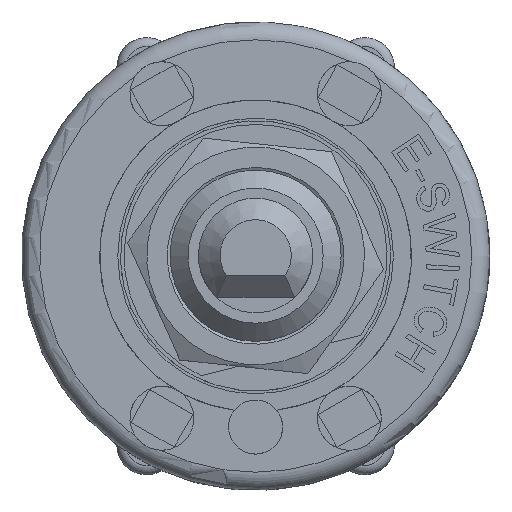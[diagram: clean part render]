
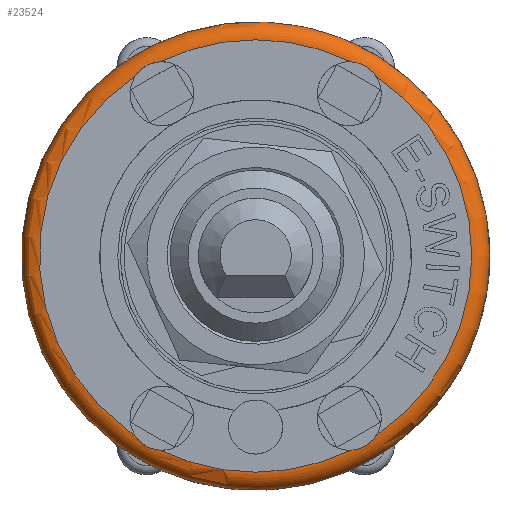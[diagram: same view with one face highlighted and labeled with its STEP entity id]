
A CAD part, top view. The second image highlights one B-rep face of the part: STEP entity #23524.
In plain terms, the highlighted toroidal (fillet/blend) face has major radius 12 mm and minor radius 1 mm.
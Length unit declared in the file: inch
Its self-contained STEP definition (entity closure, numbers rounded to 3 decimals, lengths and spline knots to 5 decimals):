
#22874=CARTESIAN_POINT('',(0.51181,0.0,0.37402));
#22875=VERTEX_POINT('',#22874);
#22876=CARTESIAN_POINT('',(0.0,0.0,0.37402));
#22877=DIRECTION('',(0.0,0.0,1.0));
#22878=DIRECTION('',(-1.0,0.0,0.0));
#22879=AXIS2_PLACEMENT_3D('',#22876,#22877,#22878);
#22880=CIRCLE('',#22879,0.51181);
#22881=EDGE_CURVE('',#22875,#22875,#22880,.T.);
#23124=CARTESIAN_POINT('',(-0.26379,0.39194,0.41339));
#23125=VERTEX_POINT('',#23124);
#23134=CARTESIAN_POINT('',(-0.20753,0.42442,0.41339));
#23135=VERTEX_POINT('',#23134);
#23143=CARTESIAN_POINT('',(-0.26379,0.39194,0.41339));
#23144=CARTESIAN_POINT('',(-0.26063,0.39693,0.41339));
#23145=CARTESIAN_POINT('',(-0.25684,0.40153,0.41318));
#23146=CARTESIAN_POINT('',(-0.25019,0.40776,0.41294));
#23147=CARTESIAN_POINT('',(-0.24774,0.40975,0.41287));
#23148=CARTESIAN_POINT('',(-0.24411,0.41233,0.41281));
#23149=CARTESIAN_POINT('',(-0.24303,0.41306,0.41279));
#23150=CARTESIAN_POINT('',(-0.24115,0.41424,0.41278));
#23151=CARTESIAN_POINT('',(-0.24035,0.41472,0.41278));
#23152=CARTESIAN_POINT('',(-0.23874,0.41565,0.41278));
#23153=CARTESIAN_POINT('',(-0.23791,0.4161,0.41278));
#23154=CARTESIAN_POINT('',(-0.23586,0.41717,0.4128));
#23155=CARTESIAN_POINT('',(-0.23462,0.41777,0.41281));
#23156=CARTESIAN_POINT('',(-0.23029,0.41972,0.41288));
#23157=CARTESIAN_POINT('',(-0.22713,0.42087,0.41296));
#23158=CARTESIAN_POINT('',(-0.2184,0.42336,0.41321));
#23159=CARTESIAN_POINT('',(-0.2129,0.4242,0.41339));
#23160=CARTESIAN_POINT('',(-0.20753,0.42442,0.41339));
#23161=B_SPLINE_CURVE_WITH_KNOTS('',3,(#23143,#23144,#23145,#23146,#23147,#23148,#23149,#23150,#23151,#23152,#23153,#23154,#23155,#23156,#23157,#23158,#23159,#23160),.UNSPECIFIED.,.F.,.U.,(4,2,2,2,2,2,2,2,4),(-0.30321,-0.28459,-0.27477,-0.27072,-0.26786,-0.26495,-0.2607,-0.25033,-0.23279),.UNSPECIFIED.);
#23162=EDGE_CURVE('',#23125,#23135,#23161,.T.);
#23198=CARTESIAN_POINT('',(-0.26379,-0.39194,0.41339));
#23199=VERTEX_POINT('',#23198);
#23209=CARTESIAN_POINT('',(-0.20753,-0.42442,0.41339));
#23210=VERTEX_POINT('',#23209);
#23211=CARTESIAN_POINT('',(-0.20753,-0.42442,0.41339));
#23212=CARTESIAN_POINT('',(-0.21344,-0.42418,0.41339));
#23213=CARTESIAN_POINT('',(-0.21932,-0.42319,0.41318));
#23214=CARTESIAN_POINT('',(-0.22803,-0.42055,0.41294));
#23215=CARTESIAN_POINT('',(-0.23098,-0.41943,0.41287));
#23216=CARTESIAN_POINT('',(-0.23503,-0.41757,0.41281));
#23217=CARTESIAN_POINT('',(-0.2362,-0.417,0.41279));
#23218=CARTESIAN_POINT('',(-0.23817,-0.41596,0.41278));
#23219=CARTESIAN_POINT('',(-0.23898,-0.41551,0.41278));
#23220=CARTESIAN_POINT('',(-0.24059,-0.41458,0.41278));
#23221=CARTESIAN_POINT('',(-0.2414,-0.41409,0.41278));
#23222=CARTESIAN_POINT('',(-0.24335,-0.41285,0.4128));
#23223=CARTESIAN_POINT('',(-0.24449,-0.41207,0.41281));
#23224=CARTESIAN_POINT('',(-0.24834,-0.4093,0.41288));
#23225=CARTESIAN_POINT('',(-0.25092,-0.40713,0.41296));
#23226=CARTESIAN_POINT('',(-0.25744,-0.40082,0.41321));
#23227=CARTESIAN_POINT('',(-0.26092,-0.39648,0.41339));
#23228=CARTESIAN_POINT('',(-0.26379,-0.39194,0.41339));
#23229=B_SPLINE_CURVE_WITH_KNOTS('',3,(#23211,#23212,#23213,#23214,#23215,#23216,#23217,#23218,#23219,#23220,#23221,#23222,#23223,#23224,#23225,#23226,#23227,#23228),.UNSPECIFIED.,.F.,.U.,(4,2,2,2,2,2,2,2,4),(-0.30321,-0.28459,-0.27477,-0.27072,-0.26786,-0.26495,-0.2607,-0.25033,-0.23279),.UNSPECIFIED.);
#23230=EDGE_CURVE('',#23210,#23199,#23229,.T.);
#23298=CARTESIAN_POINT('',(0.20753,-0.42442,0.41339));
#23299=VERTEX_POINT('',#23298);
#23309=CARTESIAN_POINT('',(0.26379,-0.39194,0.41339));
#23310=VERTEX_POINT('',#23309);
#23311=CARTESIAN_POINT('',(0.26379,-0.39194,0.41339));
#23312=CARTESIAN_POINT('',(0.26063,-0.39693,0.41339));
#23313=CARTESIAN_POINT('',(0.25684,-0.40153,0.41318));
#23314=CARTESIAN_POINT('',(0.25019,-0.40776,0.41294));
#23315=CARTESIAN_POINT('',(0.24774,-0.40975,0.41287));
#23316=CARTESIAN_POINT('',(0.24411,-0.41233,0.41281));
#23317=CARTESIAN_POINT('',(0.24303,-0.41306,0.41279));
#23318=CARTESIAN_POINT('',(0.24115,-0.41424,0.41278));
#23319=CARTESIAN_POINT('',(0.24035,-0.41472,0.41278));
#23320=CARTESIAN_POINT('',(0.23874,-0.41565,0.41278));
#23321=CARTESIAN_POINT('',(0.23791,-0.4161,0.41278));
#23322=CARTESIAN_POINT('',(0.23586,-0.41717,0.4128));
#23323=CARTESIAN_POINT('',(0.23462,-0.41777,0.41281));
#23324=CARTESIAN_POINT('',(0.23029,-0.41972,0.41288));
#23325=CARTESIAN_POINT('',(0.22713,-0.42087,0.41296));
#23326=CARTESIAN_POINT('',(0.2184,-0.42336,0.41321));
#23327=CARTESIAN_POINT('',(0.2129,-0.4242,0.41339));
#23328=CARTESIAN_POINT('',(0.20753,-0.42442,0.41339));
#23329=B_SPLINE_CURVE_WITH_KNOTS('',3,(#23311,#23312,#23313,#23314,#23315,#23316,#23317,#23318,#23319,#23320,#23321,#23322,#23323,#23324,#23325,#23326,#23327,#23328),.UNSPECIFIED.,.F.,.U.,(4,2,2,2,2,2,2,2,4),(-0.30321,-0.28459,-0.27477,-0.27072,-0.26786,-0.26495,-0.2607,-0.25033,-0.23279),.UNSPECIFIED.);
#23330=EDGE_CURVE('',#23310,#23299,#23329,.T.);
#23424=CARTESIAN_POINT('',(0.20753,0.42442,0.41339));
#23425=VERTEX_POINT('',#23424);
#23434=CARTESIAN_POINT('',(0.26379,0.39194,0.41339));
#23435=VERTEX_POINT('',#23434);
#23443=CARTESIAN_POINT('',(0.20753,0.42442,0.41339));
#23444=CARTESIAN_POINT('',(0.21344,0.42418,0.41339));
#23445=CARTESIAN_POINT('',(0.21932,0.42319,0.41318));
#23446=CARTESIAN_POINT('',(0.22803,0.42055,0.41294));
#23447=CARTESIAN_POINT('',(0.23098,0.41943,0.41287));
#23448=CARTESIAN_POINT('',(0.23503,0.41757,0.41281));
#23449=CARTESIAN_POINT('',(0.2362,0.417,0.41279));
#23450=CARTESIAN_POINT('',(0.23817,0.41596,0.41278));
#23451=CARTESIAN_POINT('',(0.23898,0.41551,0.41278));
#23452=CARTESIAN_POINT('',(0.24059,0.41458,0.41278));
#23453=CARTESIAN_POINT('',(0.2414,0.41409,0.41278));
#23454=CARTESIAN_POINT('',(0.24335,0.41285,0.4128));
#23455=CARTESIAN_POINT('',(0.24449,0.41207,0.41281));
#23456=CARTESIAN_POINT('',(0.24834,0.4093,0.41288));
#23457=CARTESIAN_POINT('',(0.25092,0.40713,0.41296));
#23458=CARTESIAN_POINT('',(0.25744,0.40082,0.41321));
#23459=CARTESIAN_POINT('',(0.26092,0.39648,0.41339));
#23460=CARTESIAN_POINT('',(0.26379,0.39194,0.41339));
#23461=B_SPLINE_CURVE_WITH_KNOTS('',3,(#23443,#23444,#23445,#23446,#23447,#23448,#23449,#23450,#23451,#23452,#23453,#23454,#23455,#23456,#23457,#23458,#23459,#23460),.UNSPECIFIED.,.F.,.U.,(4,2,2,2,2,2,2,2,4),(-0.30321,-0.28459,-0.27477,-0.27072,-0.26786,-0.26495,-0.2607,-0.25033,-0.23279),.UNSPECIFIED.);
#23462=EDGE_CURVE('',#23425,#23435,#23461,.T.);
#23482=CARTESIAN_POINT('',(0.0,0.0,0.37402));
#23483=DIRECTION('',(0.0,0.0,-1.0));
#23484=DIRECTION('',(-1.0,0.0,0.0));
#23485=AXIS2_PLACEMENT_3D('',#23482,#23483,#23484);
#23486=TOROIDAL_SURFACE('',#23485,0.47244,0.03937);
#23487=ORIENTED_EDGE('',*,*,#22881,.T.);
#23488=EDGE_LOOP('',(#23487));
#23489=FACE_OUTER_BOUND('',#23488,.T.);
#23490=CARTESIAN_POINT('',(0.0,0.0,0.41339));
#23491=DIRECTION('',(0.0,0.0,-1.0));
#23492=DIRECTION('',(-1.0,0.0,0.0));
#23493=AXIS2_PLACEMENT_3D('',#23490,#23491,#23492);
#23494=CIRCLE('',#23493,0.47244);
#23495=EDGE_CURVE('',#23199,#23125,#23494,.T.);
#23496=ORIENTED_EDGE('',*,*,#23495,.T.);
#23497=ORIENTED_EDGE('',*,*,#23162,.T.);
#23498=CARTESIAN_POINT('',(0.0,0.0,0.41339));
#23499=DIRECTION('',(0.0,0.0,-1.0));
#23500=DIRECTION('',(-1.0,0.0,0.0));
#23501=AXIS2_PLACEMENT_3D('',#23498,#23499,#23500);
#23502=CIRCLE('',#23501,0.47244);
#23503=EDGE_CURVE('',#23135,#23425,#23502,.T.);
#23504=ORIENTED_EDGE('',*,*,#23503,.T.);
#23505=ORIENTED_EDGE('',*,*,#23462,.T.);
#23506=CARTESIAN_POINT('',(0.0,0.0,0.41339));
#23507=DIRECTION('',(0.0,0.0,-1.0));
#23508=DIRECTION('',(-1.0,0.0,0.0));
#23509=AXIS2_PLACEMENT_3D('',#23506,#23507,#23508);
#23510=CIRCLE('',#23509,0.47244);
#23511=EDGE_CURVE('',#23435,#23310,#23510,.T.);
#23512=ORIENTED_EDGE('',*,*,#23511,.T.);
#23513=ORIENTED_EDGE('',*,*,#23330,.T.);
#23514=CARTESIAN_POINT('',(0.0,0.0,0.41339));
#23515=DIRECTION('',(0.0,0.0,-1.0));
#23516=DIRECTION('',(-1.0,0.0,0.0));
#23517=AXIS2_PLACEMENT_3D('',#23514,#23515,#23516);
#23518=CIRCLE('',#23517,0.47244);
#23519=EDGE_CURVE('',#23299,#23210,#23518,.T.);
#23520=ORIENTED_EDGE('',*,*,#23519,.T.);
#23521=ORIENTED_EDGE('',*,*,#23230,.T.);
#23522=EDGE_LOOP('',(#23496,#23497,#23504,#23505,#23512,#23513,#23520,#23521));
#23523=FACE_BOUND('',#23522,.T.);
#23524=ADVANCED_FACE('',(#23489,#23523),#23486,.T.);
